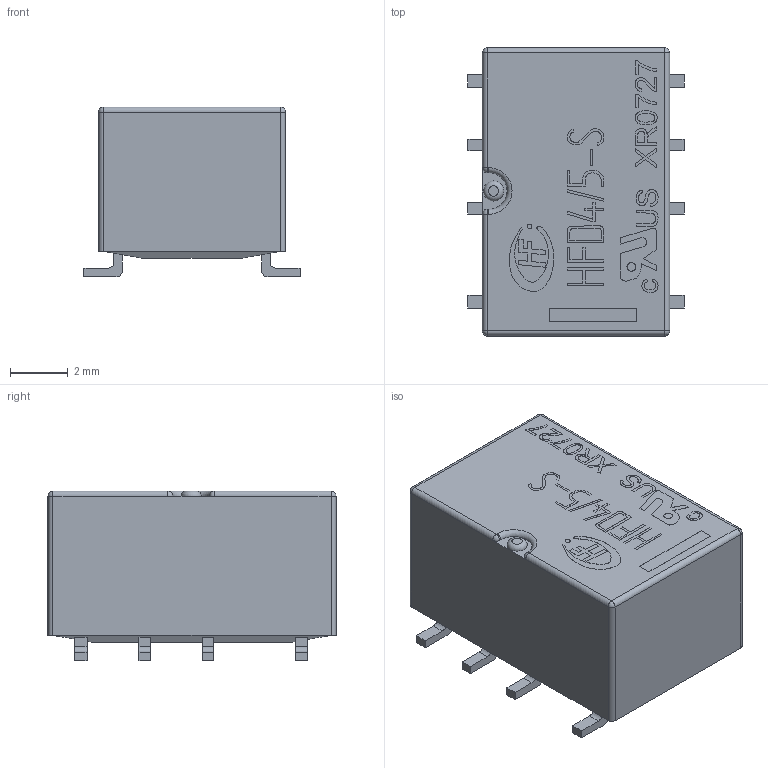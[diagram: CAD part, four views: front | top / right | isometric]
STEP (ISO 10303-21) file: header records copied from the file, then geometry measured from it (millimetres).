
FILE_DESCRIPTION(/* description */ ('Unknown'),/* implementation_level */ '2;1');
FILE_NAME(/* name */ 'HFD4_5-S',/* time_stamp */ '2019-04-26T22:25:21-04:00',/* author */ ('John Loeffler'),/* organization */ ('Unknown'),/* preprocessor_version */ 'ST-DEVELOPER v16.7',/* originating_system */ 'DEX',/* authorisation */ $);
FILE_SCHEMA (('AUTOMOTIVE_DESIGN {1 0 10303 214 3 1 1}'));
Length unit declared in the file: millimetre
Products named in the file (1): HFD4_5-S
Bounding box: 7.5 x 10 x 5.9 mm (x, y, z)
Volume: 336.4 mm3; surface area: 312.8 mm2
Topology: 1 solids, 1 shells, 295 faces, 763 edges, 500 vertices
Faces by surface type: plane 220, cylinder 34, bspline 33, sphere 6, torus 2
Full cylindrical faces by diameter (mm): 0.165 x1, 0.304 x1
Entity records: 12275 total; most frequent: CARTESIAN_POINT 3189, ORIENTED_EDGE 1500, DIRECTION 1284, EDGE_CURVE 750, LINE 610, VECTOR 610, VERTEX_POINT 498, AXIS2_PLACEMENT_3D 337
